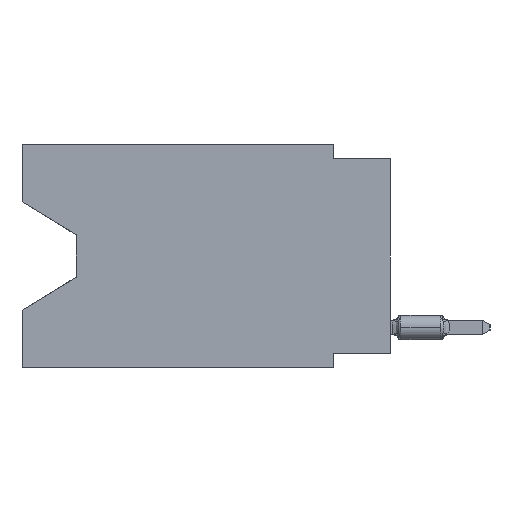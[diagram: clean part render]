
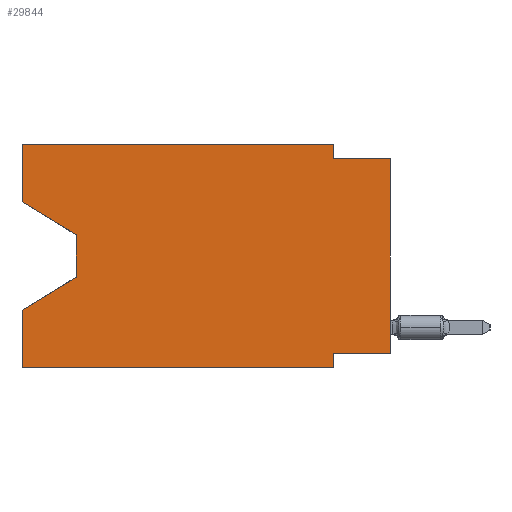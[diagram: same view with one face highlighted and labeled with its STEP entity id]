
A CAD part, left-side view. The second image highlights one B-rep face of the part: STEP entity #29844.
In plain terms, the highlighted planar face has unit normal (-1, 0, 0).
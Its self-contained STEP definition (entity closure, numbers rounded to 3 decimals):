
#127 = LINE ( 'NONE', #8524, #29545 ) ;
#516 = CARTESIAN_POINT ( 'NONE',  ( 0., 2.54, -9.271 ) ) ;
#628 = CARTESIAN_POINT ( 'NONE',  ( 0., 2.54, 0. ) ) ;
#1989 = CARTESIAN_POINT ( 'NONE',  ( 0., 2.54, 0. ) ) ;
#2829 = VERTEX_POINT ( 'NONE', #4951 ) ;
#2834 = CARTESIAN_POINT ( 'NONE',  ( 0., 2.54, -9.906 ) ) ;
#2974 = VECTOR ( 'NONE', #19694, 1000. ) ;
#3134 = CARTESIAN_POINT ( 'NONE',  ( 0., 16.383, -2.546 ) ) ;
#4464 = CARTESIAN_POINT ( 'NONE',  ( 0., 16.383, 0. ) ) ;
#4557 = ORIENTED_EDGE ( 'NONE', *, *, #25930, .T. ) ;
#4951 = CARTESIAN_POINT ( 'NONE',  ( 0., 16.383, -9.906 ) ) ;
#4974 = VERTEX_POINT ( 'NONE', #35632 ) ;
#5011 = CARTESIAN_POINT ( 'NONE',  ( 0., 16.383, 0. ) ) ;
#5169 = LINE ( 'NONE', #13563, #18409 ) ;
#5258 = VECTOR ( 'NONE', #27287, 1000. ) ;
#5510 = DIRECTION ( 'NONE',  ( 0., 0.855, -0.519 ) ) ;
#5573 = DIRECTION ( 'NONE',  ( 0., -1., 0. ) ) ;
#5765 = LINE ( 'NONE', #17069, #11981 ) ;
#5808 = EDGE_CURVE ( 'NONE', #15507, #4974, #28925, .T. ) ;
#6564 = LINE ( 'NONE', #29018, #29767 ) ;
#7058 = VECTOR ( 'NONE', #27349, 1000. ) ;
#7545 = DIRECTION ( 'NONE',  ( 0., -1., 0. ) ) ;
#7569 = LINE ( 'NONE', #5011, #5258 ) ;
#8524 = CARTESIAN_POINT ( 'NONE',  ( 0., 0., 0. ) ) ;
#8551 = CARTESIAN_POINT ( 'NONE',  ( 0., 2.54, -9.906 ) ) ;
#9335 = VERTEX_POINT ( 'NONE', #31260 ) ;
#9503 = ORIENTED_EDGE ( 'NONE', *, *, #10014, .F. ) ;
#9908 = EDGE_CURVE ( 'NONE', #4974, #18649, #6564, .T. ) ;
#10014 = EDGE_CURVE ( 'NONE', #16198, #9335, #10375, .T. ) ;
#10172 = ORIENTED_EDGE ( 'NONE', *, *, #19116, .F. ) ;
#10286 = VECTOR ( 'NONE', #31659, 1000. ) ;
#10375 = LINE ( 'NONE', #1989, #7058 ) ;
#10826 = DIRECTION ( 'NONE',  ( 0., 1., 0. ) ) ;
#11029 = LINE ( 'NONE', #19418, #22418 ) ;
#11307 = ORIENTED_EDGE ( 'NONE', *, *, #17430, .F. ) ;
#11382 = VERTEX_POINT ( 'NONE', #516 ) ;
#11439 = AXIS2_PLACEMENT_3D ( 'NONE', #23634, #20714, #15236 ) ;
#11981 = VECTOR ( 'NONE', #5573, 1000. ) ;
#12568 = DIRECTION ( 'NONE',  ( 0., 0., -1. ) ) ;
#13563 = CARTESIAN_POINT ( 'NONE',  ( 0., 0., -9.271 ) ) ;
#14005 = ORIENTED_EDGE ( 'NONE', *, *, #14344, .F. ) ;
#14308 = LINE ( 'NONE', #30908, #33861 ) ;
#14344 = EDGE_CURVE ( 'NONE', #15507, #30985, #7569, .T. ) ;
#14422 = ORIENTED_EDGE ( 'NONE', *, *, #9908, .T. ) ;
#15236 = DIRECTION ( 'NONE',  ( 0., 0., -1. ) ) ;
#15390 = ORIENTED_EDGE ( 'NONE', *, *, #35342, .T. ) ;
#15507 = VERTEX_POINT ( 'NONE', #3134 ) ;
#16198 = VERTEX_POINT ( 'NONE', #628 ) ;
#17069 = CARTESIAN_POINT ( 'NONE',  ( 0., 16.383, 0. ) ) ;
#17412 = DIRECTION ( 'NONE',  ( 0., 0., 1. ) ) ;
#17430 = EDGE_CURVE ( 'NONE', #30985, #16198, #5765, .T. ) ;
#17668 = EDGE_CURVE ( 'NONE', #2829, #26747, #30175, .T. ) ;
#17746 = EDGE_CURVE ( 'NONE', #25192, #11382, #5169, .T. ) ;
#18409 = VECTOR ( 'NONE', #10826, 1000. ) ;
#18643 = ORIENTED_EDGE ( 'NONE', *, *, #17746, .F. ) ;
#18649 = VERTEX_POINT ( 'NONE', #29569 ) ;
#18976 = VECTOR ( 'NONE', #7545, 1000. ) ;
#19116 = EDGE_CURVE ( 'NONE', #2829, #34496, #14308, .T. ) ;
#19418 = CARTESIAN_POINT ( 'NONE',  ( 0., 0., -0.635 ) ) ;
#19694 = DIRECTION ( 'NONE',  ( 0., 0., -1. ) ) ;
#20494 = EDGE_LOOP ( 'NONE', ( #35488, #14422, #4557, #10172, #30933, #31702, #18643, #15390, #34372, #9503, #11307, #14005 ) ) ;
#20567 = EDGE_CURVE ( 'NONE', #11382, #26747, #22246, .T. ) ;
#20714 = DIRECTION ( 'NONE',  ( 1., 0., 0. ) ) ;
#21556 = FACE_OUTER_BOUND ( 'NONE', #20494, .T. ) ;
#22246 = LINE ( 'NONE', #8551, #2974 ) ;
#22418 = VECTOR ( 'NONE', #35850, 1000. ) ;
#23634 = CARTESIAN_POINT ( 'NONE',  ( 0., 16.383, 0. ) ) ;
#23669 = VERTEX_POINT ( 'NONE', #32025 ) ;
#25192 = VERTEX_POINT ( 'NONE', #35835 ) ;
#25653 = CARTESIAN_POINT ( 'NONE',  ( 0., 16.383, -2.546 ) ) ;
#25930 = EDGE_CURVE ( 'NONE', #18649, #34496, #35629, .T. ) ;
#26747 = VERTEX_POINT ( 'NONE', #2834 ) ;
#27287 = DIRECTION ( 'NONE',  ( 0., 0., 1. ) ) ;
#27349 = DIRECTION ( 'NONE',  ( 0., 0., -1. ) ) ;
#27909 = EDGE_CURVE ( 'NONE', #9335, #23669, #11029, .T. ) ;
#28225 = VECTOR ( 'NONE', #5510, 1000. ) ;
#28925 = LINE ( 'NONE', #25653, #10286 ) ;
#29018 = CARTESIAN_POINT ( 'NONE',  ( 0., 13.97, -4.013 ) ) ;
#29545 = VECTOR ( 'NONE', #30804, 1000. ) ;
#29569 = CARTESIAN_POINT ( 'NONE',  ( 0., 13.97, -5.893 ) ) ;
#29767 = VECTOR ( 'NONE', #12568, 1000. ) ;
#29844 = ADVANCED_FACE ( 'NONE', ( #21556 ), #32017, .F. ) ;
#30175 = LINE ( 'NONE', #32363, #18976 ) ;
#30523 = CARTESIAN_POINT ( 'NONE',  ( 0., 13.97, -5.893 ) ) ;
#30804 = DIRECTION ( 'NONE',  ( 0., 0., 1. ) ) ;
#30908 = CARTESIAN_POINT ( 'NONE',  ( 0., 16.383, 0. ) ) ;
#30933 = ORIENTED_EDGE ( 'NONE', *, *, #17668, .T. ) ;
#30985 = VERTEX_POINT ( 'NONE', #4464 ) ;
#31260 = CARTESIAN_POINT ( 'NONE',  ( 0., 2.54, -0.635 ) ) ;
#31659 = DIRECTION ( 'NONE',  ( 0., -0.855, -0.519 ) ) ;
#31702 = ORIENTED_EDGE ( 'NONE', *, *, #20567, .F. ) ;
#32017 = PLANE ( 'NONE',  #11439 ) ;
#32025 = CARTESIAN_POINT ( 'NONE',  ( 0., 0., -0.635 ) ) ;
#32363 = CARTESIAN_POINT ( 'NONE',  ( 0., 16.383, -9.906 ) ) ;
#33291 = CARTESIAN_POINT ( 'NONE',  ( 0., 16.383, -7.36 ) ) ;
#33861 = VECTOR ( 'NONE', #17412, 1000. ) ;
#34372 = ORIENTED_EDGE ( 'NONE', *, *, #27909, .F. ) ;
#34496 = VERTEX_POINT ( 'NONE', #33291 ) ;
#35342 = EDGE_CURVE ( 'NONE', #25192, #23669, #127, .T. ) ;
#35488 = ORIENTED_EDGE ( 'NONE', *, *, #5808, .T. ) ;
#35629 = LINE ( 'NONE', #30523, #28225 ) ;
#35632 = CARTESIAN_POINT ( 'NONE',  ( 0., 13.97, -4.013 ) ) ;
#35835 = CARTESIAN_POINT ( 'NONE',  ( 0., 0., -9.271 ) ) ;
#35850 = DIRECTION ( 'NONE',  ( 0., -1., 0. ) ) ;
